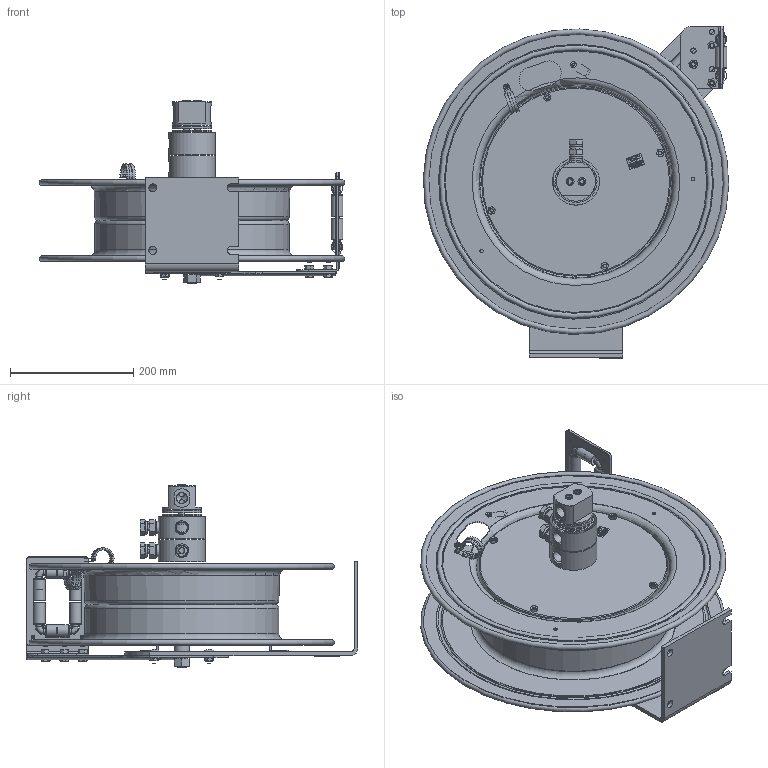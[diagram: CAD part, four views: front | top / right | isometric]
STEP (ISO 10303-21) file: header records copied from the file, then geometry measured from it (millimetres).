
FILE_DESCRIPTION((''),'2;1');
FILE_NAME('MPD-N-330_SHARED.stp','2013-01-14T08:18:04',('JKucera'),(''),'Autodesk Inventor 2013','Autodesk Inventor 2013','');
FILE_SCHEMA(('AUTOMOTIVE_DESIGN { 1 0 10303 214 1 1 1 1 }'));
Length unit declared in the file: inch
Products named in the file (1): MPD-N-330_SHARED
Bounding box: 495.17 x 538.31 x 295.4 mm (x, y, z)
Surface area: 1318990.4 mm2 (no closed solid volume)
Topology: 0 solids, 162 shells, 462 faces, 3851 edges, 3452 vertices
Faces by surface type: plane 288, cylinder 108, torus 38, cone 14, sphere 10, bspline 4
Full cylindrical faces by diameter (mm): 4.826 x2, 8.255 x2, 8.636 x2, 8.731 x4, 9.525 x4, 10.414 x1, 12.7 x2, 15.24 x2, 19.05 x6, 20.384 x1, 25.362 x1, 35.116 x2, 63.5 x3, 76.2 x2, 306.324 x1, 311.912 x1, 314.95 x1
Entity records: 37645 total; most frequent: CARTESIAN_POINT 11198, DIRECTION 4332, ORIENTED_EDGE 4246, EDGE_CURVE 3740, VERTEX_POINT 3425, VECTOR 1898, LINE 1898, AXIS2_PLACEMENT_3D 1217
